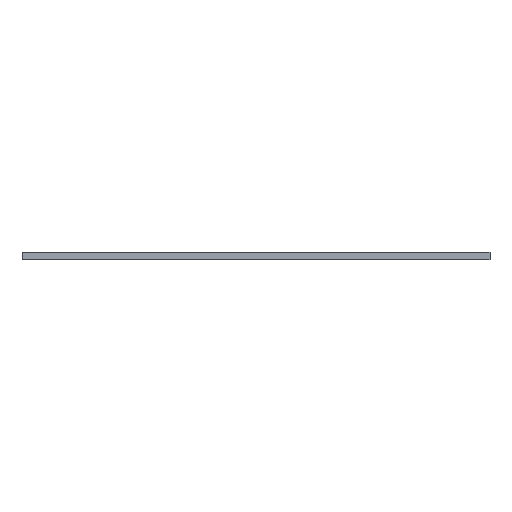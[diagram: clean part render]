
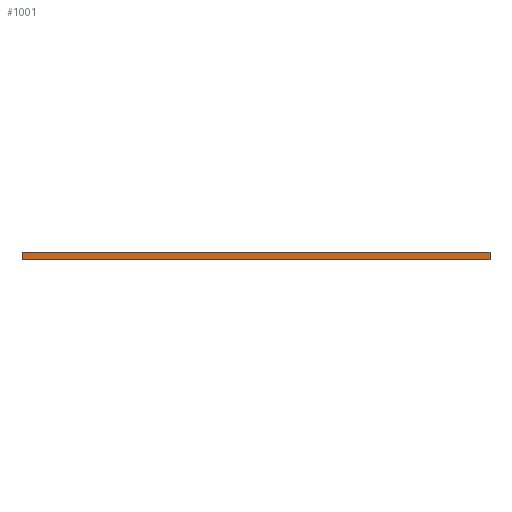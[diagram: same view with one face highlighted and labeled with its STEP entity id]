
A CAD part, front view. The second image highlights one B-rep face of the part: STEP entity #1001.
In plain terms, the highlighted planar face has unit normal (0, -1, 0).
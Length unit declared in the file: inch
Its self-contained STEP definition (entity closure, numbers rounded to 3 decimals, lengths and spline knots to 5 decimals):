
#126 = VERTEX_POINT ( 'NONE', #2656 ) ;
#294 = EDGE_CURVE ( 'NONE', #3016, #909, #1158, .T. ) ;
#390 = VECTOR ( 'NONE', #2515, 39.37008 ) ;
#407 = EDGE_CURVE ( 'NONE', #1497, #909, #2573, .T. ) ;
#487 = VECTOR ( 'NONE', #2804, 39.37008 ) ;
#888 = CARTESIAN_POINT ( 'NONE',  ( 16.25, -30., 0.25 ) ) ;
#891 = EDGE_CURVE ( 'NONE', #126, #1497, #1216, .T. ) ;
#909 = VERTEX_POINT ( 'NONE', #1913 ) ;
#1001 = ADVANCED_FACE ( 'NONE', ( #1762 ), #2546, .F. ) ;
#1013 = VECTOR ( 'NONE', #2739, 39.37008 ) ;
#1158 = LINE ( 'NONE', #888, #1013 ) ;
#1185 = CARTESIAN_POINT ( 'NONE',  ( -16.25, -30., 0.25 ) ) ;
#1216 = LINE ( 'NONE', #1185, #2294 ) ;
#1266 = EDGE_LOOP ( 'NONE', ( #2800, #1901, #1587, #2412 ) ) ;
#1269 = DIRECTION ( 'NONE',  ( 0., 1., 0. ) ) ;
#1497 = VERTEX_POINT ( 'NONE', #3071 ) ;
#1504 = CARTESIAN_POINT ( 'NONE',  ( -16.25, -30., 0.25 ) ) ;
#1587 = ORIENTED_EDGE ( 'NONE', *, *, #2195, .F. ) ;
#1762 = FACE_OUTER_BOUND ( 'NONE', #1266, .T. ) ;
#1820 = CARTESIAN_POINT ( 'NONE',  ( 16.25, -30., 0.25 ) ) ;
#1901 = ORIENTED_EDGE ( 'NONE', *, *, #294, .F. ) ;
#1913 = CARTESIAN_POINT ( 'NONE',  ( 16.25, -30., -0.25 ) ) ;
#1980 = CARTESIAN_POINT ( 'NONE',  ( -16.25, -30., 0.25 ) ) ;
#2195 = EDGE_CURVE ( 'NONE', #126, #3016, #2264, .T. ) ;
#2264 = LINE ( 'NONE', #1504, #390 ) ;
#2294 = VECTOR ( 'NONE', #3206, 39.37008 ) ;
#2412 = ORIENTED_EDGE ( 'NONE', *, *, #891, .T. ) ;
#2515 = DIRECTION ( 'NONE',  ( 1., 0., 0. ) ) ;
#2532 = DIRECTION ( 'NONE',  ( 0., 0., 1. ) ) ;
#2546 = PLANE ( 'NONE',  #2981 ) ;
#2573 = LINE ( 'NONE', #3265, #487 ) ;
#2656 = CARTESIAN_POINT ( 'NONE',  ( -16.25, -30., 0.25 ) ) ;
#2739 = DIRECTION ( 'NONE',  ( 0., 0., -1. ) ) ;
#2800 = ORIENTED_EDGE ( 'NONE', *, *, #407, .T. ) ;
#2804 = DIRECTION ( 'NONE',  ( 1., 0., 0. ) ) ;
#2981 = AXIS2_PLACEMENT_3D ( 'NONE', #1980, #1269, #2532 ) ;
#3016 = VERTEX_POINT ( 'NONE', #1820 ) ;
#3071 = CARTESIAN_POINT ( 'NONE',  ( -16.25, -30., -0.25 ) ) ;
#3206 = DIRECTION ( 'NONE',  ( 0., 0., -1. ) ) ;
#3265 = CARTESIAN_POINT ( 'NONE',  ( -16.25, -30., -0.25 ) ) ;
